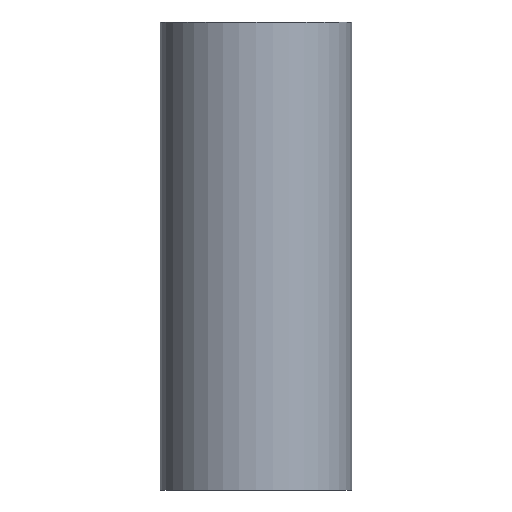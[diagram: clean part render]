
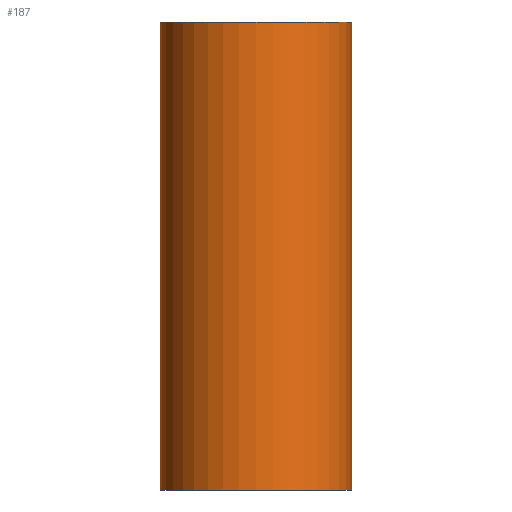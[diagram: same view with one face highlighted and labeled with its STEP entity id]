
A CAD part, front view. The second image highlights one B-rep face of the part: STEP entity #187.
In plain terms, the highlighted cylindrical face has radius 2.25 mm (diameter 4.5 mm), a partial arc.
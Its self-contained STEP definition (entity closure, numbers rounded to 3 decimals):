
#3 = EDGE_CURVE ( 'NONE', #169, #129, #219, .T. ) ;
#12 = ORIENTED_EDGE ( 'NONE', *, *, #170, .T. ) ;
#15 = ORIENTED_EDGE ( 'NONE', *, *, #83, .F. ) ;
#17 = CARTESIAN_POINT ( 'NONE',  ( 2.25, 0., -5.5 ) ) ;
#27 = VECTOR ( 'NONE', #154, 1000. ) ;
#30 = CARTESIAN_POINT ( 'NONE',  ( -2.25, 0., 5.5 ) ) ;
#33 = CARTESIAN_POINT ( 'NONE',  ( 0., 0., 5.5 ) ) ;
#38 = CARTESIAN_POINT ( 'NONE',  ( 0., 0., 5.5 ) ) ;
#42 = CIRCLE ( 'NONE', #117, 2.25 ) ;
#49 = FACE_OUTER_BOUND ( 'NONE', #66, .T. ) ;
#52 = CARTESIAN_POINT ( 'NONE',  ( -2.25, 0., -5.5 ) ) ;
#64 = ORIENTED_EDGE ( 'NONE', *, *, #112, .T. ) ;
#66 = EDGE_LOOP ( 'NONE', ( #15, #137, #64, #12 ) ) ;
#75 = DIRECTION ( 'NONE',  ( 1., 0., 0. ) ) ;
#76 = LINE ( 'NONE', #95, #82 ) ;
#82 = VECTOR ( 'NONE', #138, 1000. ) ;
#83 = EDGE_CURVE ( 'NONE', #129, #165, #76, .T. ) ;
#94 = CYLINDRICAL_SURFACE ( 'NONE', #163, 2.25 ) ;
#95 = CARTESIAN_POINT ( 'NONE',  ( 2.25, 0., 5.5 ) ) ;
#98 = DIRECTION ( 'NONE',  ( 0., 0., -1. ) ) ;
#112 = EDGE_CURVE ( 'NONE', #169, #158, #183, .T. ) ;
#117 = AXIS2_PLACEMENT_3D ( 'NONE', #120, #140, #179 ) ;
#120 = CARTESIAN_POINT ( 'NONE',  ( 0., 0., -5.5 ) ) ;
#122 = DIRECTION ( 'NONE',  ( -1., 0., 0. ) ) ;
#129 = VERTEX_POINT ( 'NONE', #176 ) ;
#137 = ORIENTED_EDGE ( 'NONE', *, *, #3, .F. ) ;
#138 = DIRECTION ( 'NONE',  ( 0., 0., -1. ) ) ;
#140 = DIRECTION ( 'NONE',  ( 0., 0., 1. ) ) ;
#154 = DIRECTION ( 'NONE',  ( 0., 0., -1. ) ) ;
#158 = VERTEX_POINT ( 'NONE', #52 ) ;
#161 = CARTESIAN_POINT ( 'NONE',  ( -2.25, 0., 5.5 ) ) ;
#163 = AXIS2_PLACEMENT_3D ( 'NONE', #33, #98, #122 ) ;
#165 = VERTEX_POINT ( 'NONE', #17 ) ;
#169 = VERTEX_POINT ( 'NONE', #161 ) ;
#170 = EDGE_CURVE ( 'NONE', #158, #165, #42, .T. ) ;
#176 = CARTESIAN_POINT ( 'NONE',  ( 2.25, 0., 5.5 ) ) ;
#179 = DIRECTION ( 'NONE',  ( 1., 0., 0. ) ) ;
#183 = LINE ( 'NONE', #30, #27 ) ;
#185 = AXIS2_PLACEMENT_3D ( 'NONE', #38, #206, #75 ) ;
#187 = ADVANCED_FACE ( 'NONE', ( #49 ), #94, .T. ) ;
#206 = DIRECTION ( 'NONE',  ( 0., 0., 1. ) ) ;
#219 = CIRCLE ( 'NONE', #185, 2.25 ) ;
